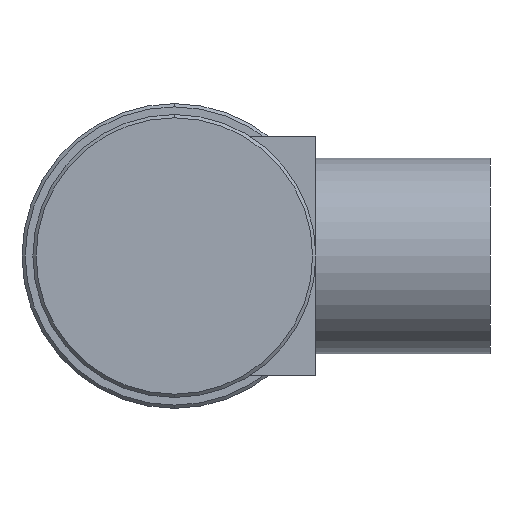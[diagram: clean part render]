
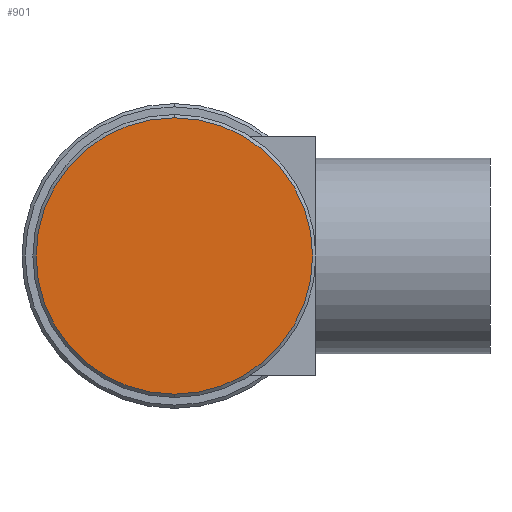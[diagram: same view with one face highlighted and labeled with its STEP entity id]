
A CAD part, left-side view. The second image highlights one B-rep face of the part: STEP entity #901.
In plain terms, the highlighted planar face has unit normal (-1, 0, 0).
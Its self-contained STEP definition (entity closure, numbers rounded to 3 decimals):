
#54 = EDGE_CURVE ( 'NONE', #749, #913, #765, .T. ) ;
#63 = DIRECTION ( 'NONE',  ( 1., 0., 0. ) ) ;
#84 = DIRECTION ( 'NONE',  ( -1., 0., 0. ) ) ;
#102 = AXIS2_PLACEMENT_3D ( 'NONE', #441, #84, #691 ) ;
#154 = ORIENTED_EDGE ( 'NONE', *, *, #560, .T. ) ;
#159 = FACE_OUTER_BOUND ( 'NONE', #995, .T. ) ;
#173 = DIRECTION ( 'NONE',  ( -1., 0., 0. ) ) ;
#273 = ORIENTED_EDGE ( 'NONE', *, *, #54, .T. ) ;
#275 = AXIS2_PLACEMENT_3D ( 'NONE', #906, #63, #657 ) ;
#294 = CIRCLE ( 'NONE', #102, 12.7 ) ;
#315 = CARTESIAN_POINT ( 'NONE',  ( 0., 0., -12.7 ) ) ;
#441 = CARTESIAN_POINT ( 'NONE',  ( 0., 0., 0. ) ) ;
#560 = EDGE_CURVE ( 'NONE', #913, #749, #294, .T. ) ;
#572 = CARTESIAN_POINT ( 'NONE',  ( 0., 0., 12.7 ) ) ;
#578 = AXIS2_PLACEMENT_3D ( 'NONE', #1084, #173, #928 ) ;
#657 = DIRECTION ( 'NONE',  ( 0., 0., -1. ) ) ;
#691 = DIRECTION ( 'NONE',  ( 0., 0., 1. ) ) ;
#738 = PLANE ( 'NONE',  #275 ) ;
#749 = VERTEX_POINT ( 'NONE', #572 ) ;
#765 = CIRCLE ( 'NONE', #578, 12.7 ) ;
#901 = ADVANCED_FACE ( 'NONE', ( #159 ), #738, .F. ) ;
#906 = CARTESIAN_POINT ( 'NONE',  ( 0., 0., 0. ) ) ;
#913 = VERTEX_POINT ( 'NONE', #315 ) ;
#928 = DIRECTION ( 'NONE',  ( 0., 0., 1. ) ) ;
#995 = EDGE_LOOP ( 'NONE', ( #154, #273 ) ) ;
#1084 = CARTESIAN_POINT ( 'NONE',  ( 0., 0., 0. ) ) ;
